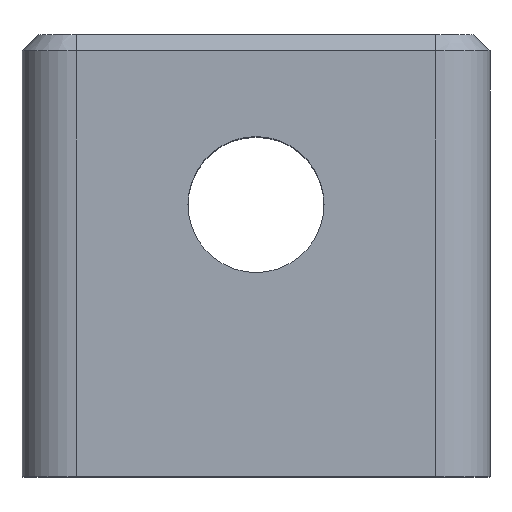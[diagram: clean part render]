
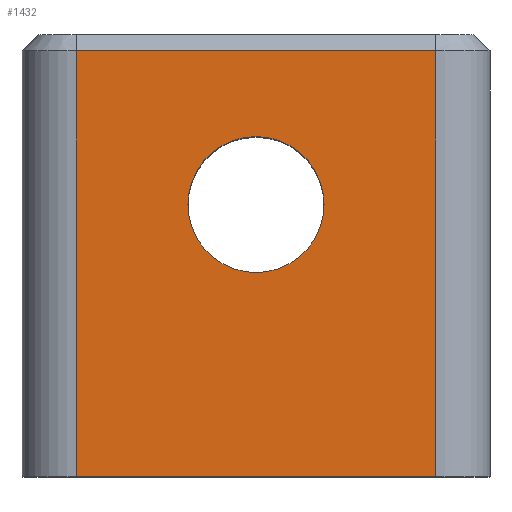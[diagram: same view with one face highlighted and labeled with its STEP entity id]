
A CAD part, top view. The second image highlights one B-rep face of the part: STEP entity #1432.
In plain terms, the highlighted planar face has unit normal (0, 0, 1).
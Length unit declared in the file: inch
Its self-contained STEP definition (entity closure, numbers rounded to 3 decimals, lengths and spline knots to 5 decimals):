
#1 = ORIENTED_EDGE ( 'NONE', *, *, #502, .F. ) ;
#60 = AXIS2_PLACEMENT_3D ( 'NONE', #863, #1592, #1097 ) ;
#80 = VERTEX_POINT ( 'NONE', #668 ) ;
#117 = VERTEX_POINT ( 'NONE', #201 ) ;
#126 = CARTESIAN_POINT ( 'NONE',  ( 0.33, 0.375, 0.43 ) ) ;
#157 = DIRECTION ( 'NONE',  ( 1., 0., 0. ) ) ;
#201 = CARTESIAN_POINT ( 'NONE',  ( -0.33, 0.4075, 0.43 ) ) ;
#208 = FACE_BOUND ( 'NONE', #1047, .T. ) ;
#252 = VECTOR ( 'NONE', #1484, 39.37008 ) ;
#270 = EDGE_CURVE ( 'NONE', #1241, #578, #1237, .T. ) ;
#354 = DIRECTION ( 'NONE',  ( 0., 1., 0. ) ) ;
#361 = EDGE_CURVE ( 'NONE', #578, #117, #1507, .T. ) ;
#386 = VECTOR ( 'NONE', #1470, 39.37008 ) ;
#406 = DIRECTION ( 'NONE',  ( -1., 0., 0. ) ) ;
#420 = CARTESIAN_POINT ( 'NONE',  ( -0.33, -0.375, 0.43 ) ) ;
#432 = DIRECTION ( 'NONE',  ( 0., 0., 1. ) ) ;
#438 = EDGE_CURVE ( 'NONE', #1229, #1241, #1458, .T. ) ;
#452 = ORIENTED_EDGE ( 'NONE', *, *, #488, .T. ) ;
#488 = EDGE_CURVE ( 'NONE', #117, #1229, #602, .T. ) ;
#498 = CARTESIAN_POINT ( 'NONE',  ( -0.43, -0.375, 0.43 ) ) ;
#502 = EDGE_CURVE ( 'NONE', #80, #1122, #1563, .T. ) ;
#578 = VERTEX_POINT ( 'NONE', #1553 ) ;
#585 = DIRECTION ( 'NONE',  ( -1., 0., 0. ) ) ;
#602 = LINE ( 'NONE', #1234, #386 ) ;
#668 = CARTESIAN_POINT ( 'NONE',  ( -0.125, 0.125, 0.43 ) ) ;
#749 = CARTESIAN_POINT ( 'NONE',  ( -0.33, 0.4075, 0.43 ) ) ;
#752 = ORIENTED_EDGE ( 'NONE', *, *, #270, .T. ) ;
#817 = CIRCLE ( 'NONE', #1081, 0.125 ) ;
#863 = CARTESIAN_POINT ( 'NONE',  ( 0., 0.125, 0.43 ) ) ;
#945 = ORIENTED_EDGE ( 'NONE', *, *, #1546, .F. ) ;
#961 = FACE_OUTER_BOUND ( 'NONE', #1356, .T. ) ;
#988 = PLANE ( 'NONE',  #1004 ) ;
#1004 = AXIS2_PLACEMENT_3D ( 'NONE', #1444, #1071, #585 ) ;
#1047 = EDGE_LOOP ( 'NONE', ( #945, #1 ) ) ;
#1056 = CARTESIAN_POINT ( 'NONE',  ( 0., 0.125, 0.43 ) ) ;
#1071 = DIRECTION ( 'NONE',  ( 0., 0., -1. ) ) ;
#1081 = AXIS2_PLACEMENT_3D ( 'NONE', #1056, #432, #157 ) ;
#1097 = DIRECTION ( 'NONE',  ( 1., 0., 0. ) ) ;
#1122 = VERTEX_POINT ( 'NONE', #1255 ) ;
#1132 = VECTOR ( 'NONE', #354, 39.37008 ) ;
#1169 = CARTESIAN_POINT ( 'NONE',  ( 0.33, -0.375, 0.43 ) ) ;
#1229 = VERTEX_POINT ( 'NONE', #420 ) ;
#1234 = CARTESIAN_POINT ( 'NONE',  ( -0.33, 0.375, 0.43 ) ) ;
#1237 = LINE ( 'NONE', #126, #1132 ) ;
#1241 = VERTEX_POINT ( 'NONE', #1169 ) ;
#1255 = CARTESIAN_POINT ( 'NONE',  ( 0.125, 0.125, 0.43 ) ) ;
#1292 = ORIENTED_EDGE ( 'NONE', *, *, #438, .T. ) ;
#1356 = EDGE_LOOP ( 'NONE', ( #752, #1380, #452, #1292 ) ) ;
#1380 = ORIENTED_EDGE ( 'NONE', *, *, #361, .T. ) ;
#1432 = ADVANCED_FACE ( 'NONE', ( #208, #961 ), #988, .F. ) ;
#1444 = CARTESIAN_POINT ( 'NONE',  ( -0.43, 0.375, 0.43 ) ) ;
#1458 = LINE ( 'NONE', #498, #252 ) ;
#1470 = DIRECTION ( 'NONE',  ( 0., -1., 0. ) ) ;
#1484 = DIRECTION ( 'NONE',  ( 1., 0., 0. ) ) ;
#1507 = LINE ( 'NONE', #749, #1533 ) ;
#1533 = VECTOR ( 'NONE', #406, 39.37008 ) ;
#1546 = EDGE_CURVE ( 'NONE', #1122, #80, #817, .T. ) ;
#1553 = CARTESIAN_POINT ( 'NONE',  ( 0.33, 0.4075, 0.43 ) ) ;
#1563 = CIRCLE ( 'NONE', #60, 0.125 ) ;
#1592 = DIRECTION ( 'NONE',  ( 0., 0., 1. ) ) ;
